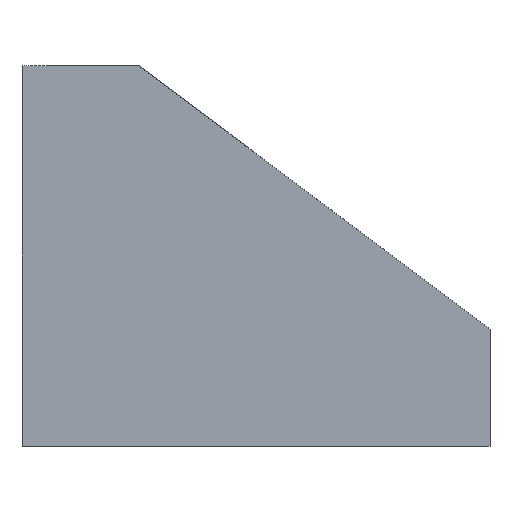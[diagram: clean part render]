
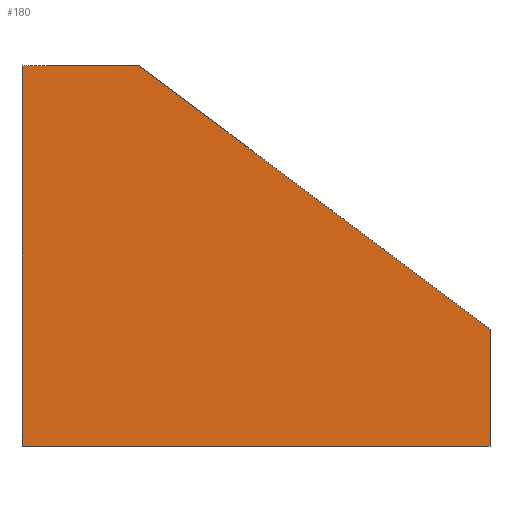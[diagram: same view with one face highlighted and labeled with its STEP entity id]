
A CAD part, left-side view. The second image highlights one B-rep face of the part: STEP entity #180.
In plain terms, the highlighted planar face has unit normal (-1, 0, 0).
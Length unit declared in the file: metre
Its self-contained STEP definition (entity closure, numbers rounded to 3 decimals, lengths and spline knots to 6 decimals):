
#20=FACE_OUTER_BOUND('',#30,.T.);
#30=EDGE_LOOP('',(#141,#142,#143,#144,#145));
#35=LINE('',#258,#58);
#39=LINE('',#266,#62);
#50=LINE('',#287,#73);
#51=LINE('',#290,#74);
#52=LINE('',#291,#75);
#58=VECTOR('',#213,0.01);
#62=VECTOR('',#219,0.01);
#73=VECTOR('',#236,0.01);
#74=VECTOR('',#239,0.01);
#75=VECTOR('',#240,0.01);
#81=VERTEX_POINT('',#256);
#82=VERTEX_POINT('',#257);
#85=VERTEX_POINT('',#265);
#92=VERTEX_POINT('',#285);
#93=VERTEX_POINT('',#289);
#96=EDGE_CURVE('',#81,#82,#35,.T.);
#100=EDGE_CURVE('',#85,#81,#39,.T.);
#111=EDGE_CURVE('',#92,#85,#50,.T.);
#112=EDGE_CURVE('',#93,#92,#51,.T.);
#113=EDGE_CURVE('',#82,#93,#52,.T.);
#141=ORIENTED_EDGE('',*,*,#111,.F.);
#142=ORIENTED_EDGE('',*,*,#112,.F.);
#143=ORIENTED_EDGE('',*,*,#113,.F.);
#144=ORIENTED_EDGE('',*,*,#96,.F.);
#145=ORIENTED_EDGE('',*,*,#100,.F.);
#170=PLANE('',#204);
#180=ADVANCED_FACE('',(#20),#170,.T.);
#204=AXIS2_PLACEMENT_3D('',#288,#237,#238);
#213=DIRECTION('',(0.,-0.8,-0.6));
#219=DIRECTION('',(0.,-1.,0.));
#236=DIRECTION('',(0.,0.,1.));
#237=DIRECTION('center_axis',(-1.,0.,0.));
#238=DIRECTION('ref_axis',(0.,1.,0.));
#239=DIRECTION('',(0.,1.,0.));
#240=DIRECTION('',(0.,0.,-1.));
#256=CARTESIAN_POINT('',(0.,60.,45.));
#257=CARTESIAN_POINT('',(0.,0.,0.));
#258=CARTESIAN_POINT('',(0.,60.,45.));
#265=CARTESIAN_POINT('',(0.,80.,45.));
#266=CARTESIAN_POINT('',(0.,80.,45.));
#285=CARTESIAN_POINT('',(0.,80.,-20.));
#287=CARTESIAN_POINT('',(0.,80.,0.));
#288=CARTESIAN_POINT('Origin',(0.,0.,0.));
#289=CARTESIAN_POINT('',(0.,0.,-20.));
#290=CARTESIAN_POINT('',(0.,80.,-20.));
#291=CARTESIAN_POINT('',(0.,0.,0.));
